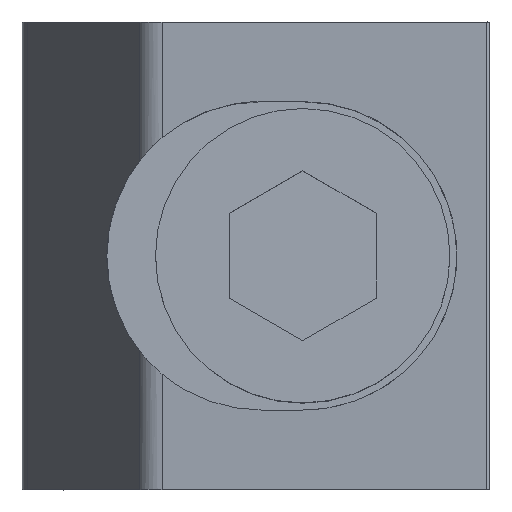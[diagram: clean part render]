
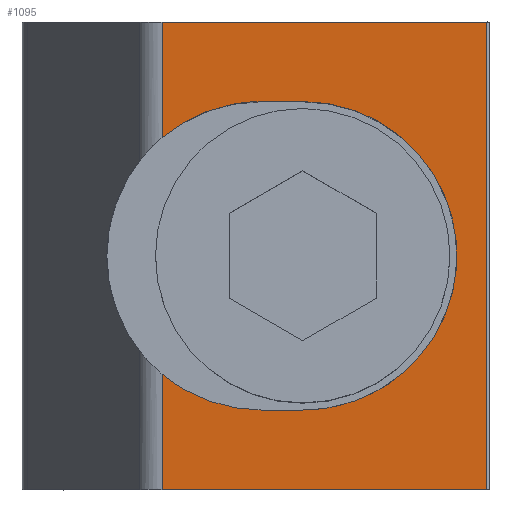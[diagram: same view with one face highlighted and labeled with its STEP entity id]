
A CAD part, top view. The second image highlights one B-rep face of the part: STEP entity #1095.
In plain terms, the highlighted planar face has unit normal (-0.097, 0, 0.995).
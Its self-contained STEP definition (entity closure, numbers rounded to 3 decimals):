
#7 = ORIENTED_EDGE ( 'NONE', *, *, #1535, .T. ) ;
#19 = PLANE ( 'NONE',  #1129 ) ;
#56 = CARTESIAN_POINT ( 'NONE',  ( -7.64, 6.428, 15.962 ) ) ;
#65 = LINE ( 'NONE', #606, #431 ) ;
#67 = ORIENTED_EDGE ( 'NONE', *, *, #1227, .T. ) ;
#75 = LINE ( 'NONE', #321, #1549 ) ;
#90 = CARTESIAN_POINT ( 'NONE',  ( -4.248, -8.382, 16.291 ) ) ;
#99 = CARTESIAN_POINT ( 'NONE',  ( -2.261, -8.382, 16.485 ) ) ;
#103 = ORIENTED_EDGE ( 'NONE', *, *, #1292, .T. ) ;
#129 = ORIENTED_EDGE ( 'NONE', *, *, #337, .T. ) ;
#158 = VECTOR ( 'NONE', #654, 1000. ) ;
#191 = DIRECTION ( 'NONE',  ( 0.995, 0., 0.097 ) ) ;
#246 = CARTESIAN_POINT ( 'NONE',  ( 16.764, -8.382, 18.333 ) ) ;
#259 = CARTESIAN_POINT ( 'NONE',  ( 0., -8.382, 16.704 ) ) ;
#283 = LINE ( 'NONE', #923, #158 ) ;
#321 = CARTESIAN_POINT ( 'NONE',  ( 9.993, 12.7, 17.675 ) ) ;
#331 =( BOUNDED_CURVE ( )  B_SPLINE_CURVE ( 3, ( #532, #1186, #246, #259 ),
 .UNSPECIFIED., .F., .T. ) 
 B_SPLINE_CURVE_WITH_KNOTS ( ( 4, 4 ),
 ( 4.712, 7.854 ),
 .UNSPECIFIED. ) 
 CURVE ( )  GEOMETRIC_REPRESENTATION_ITEM ( )  RATIONAL_B_SPLINE_CURVE ( ( 1., 0.333, 0.333, 1. ) ) 
 REPRESENTATION_ITEM ( '' )  );
#337 = EDGE_CURVE ( 'NONE', #1136, #655, #1009, .T. ) ;
#342 = DIRECTION ( 'NONE',  ( -0.995, 0., -0.097 ) ) ;
#395 = ORIENTED_EDGE ( 'NONE', *, *, #1618, .T. ) ;
#396 = CARTESIAN_POINT ( 'NONE',  ( 9.993, -12.7, 17.675 ) ) ;
#405 = VECTOR ( 'NONE', #1314, 1000. ) ;
#414 = CARTESIAN_POINT ( 'NONE',  ( 0., 8.382, 16.704 ) ) ;
#431 = VECTOR ( 'NONE', #1526, 1000. ) ;
#444 = DIRECTION ( 'NONE',  ( 0.995, 0., 0.097 ) ) ;
#455 = EDGE_CURVE ( 'NONE', #635, #844, #331, .T. ) ;
#460 = EDGE_LOOP ( 'NONE', ( #7, #103, #1249, #395, #1015, #1355, #1478, #129, #67, #484 ) ) ;
#461 = CARTESIAN_POINT ( 'NONE',  ( -2.261, -8.382, 16.485 ) ) ;
#472 = CARTESIAN_POINT ( 'NONE',  ( -2.261, 8.382, 16.485 ) ) ;
#484 = ORIENTED_EDGE ( 'NONE', *, *, #455, .T. ) ;
#508 = CARTESIAN_POINT ( 'NONE',  ( -7.64, 12.7, 15.962 ) ) ;
#532 = CARTESIAN_POINT ( 'NONE',  ( 0., 8.382, 16.704 ) ) ;
#548 = CARTESIAN_POINT ( 'NONE',  ( 9.993, 12.7, 17.675 ) ) ;
#579 = VERTEX_POINT ( 'NONE', #761 ) ;
#595 = LINE ( 'NONE', #1548, #1079 ) ;
#606 = CARTESIAN_POINT ( 'NONE',  ( -7.64, 12.7, 15.962 ) ) ;
#635 = VERTEX_POINT ( 'NONE', #414 ) ;
#654 = DIRECTION ( 'NONE',  ( 0., -1., 0. ) ) ;
#655 = VERTEX_POINT ( 'NONE', #821 ) ;
#673 = DIRECTION ( 'NONE',  ( 0.995, 0., 0.097 ) ) ;
#717 = VECTOR ( 'NONE', #444, 1000. ) ;
#761 = CARTESIAN_POINT ( 'NONE',  ( 9.993, -12.7, 17.675 ) ) ;
#821 = CARTESIAN_POINT ( 'NONE',  ( -2.261, 8.382, 16.485 ) ) ;
#844 = VERTEX_POINT ( 'NONE', #1280 ) ;
#923 = CARTESIAN_POINT ( 'NONE',  ( 9.993, 12.7, 17.675 ) ) ;
#934 = EDGE_CURVE ( 'NONE', #1679, #1067, #75, .T. ) ;
#937 = EDGE_CURVE ( 'NONE', #1460, #1367, #65, .T. ) ;
#970 = CARTESIAN_POINT ( 'NONE',  ( -7.64, 6.428, 15.962 ) ) ;
#999 = VECTOR ( 'NONE', #673, 1000. ) ;
#1009 =( BOUNDED_CURVE ( )  B_SPLINE_CURVE ( 3, ( #970, #1522, #1491, #472 ),
 .UNSPECIFIED., .F., .T. ) 
 B_SPLINE_CURVE_WITH_KNOTS ( ( 4, 4 ),
 ( 4.016, 4.712 ),
 .UNSPECIFIED. ) 
 CURVE ( )  GEOMETRIC_REPRESENTATION_ITEM ( )  RATIONAL_B_SPLINE_CURVE ( ( 1., 0.96, 0.96, 1. ) ) 
 REPRESENTATION_ITEM ( '' )  );
#1015 = ORIENTED_EDGE ( 'NONE', *, *, #1084, .F. ) ;
#1019 = CARTESIAN_POINT ( 'NONE',  ( -6.116, -7.703, 16.11 ) ) ;
#1040 = CARTESIAN_POINT ( 'NONE',  ( -7.64, -6.428, 15.962 ) ) ;
#1043 = CARTESIAN_POINT ( 'NONE',  ( 9.993, 12.7, 17.675 ) ) ;
#1051 = EDGE_CURVE ( 'NONE', #1679, #1136, #1483, .T. ) ;
#1067 = VERTEX_POINT ( 'NONE', #1043 ) ;
#1079 = VECTOR ( 'NONE', #342, 1000. ) ;
#1084 = EDGE_CURVE ( 'NONE', #1067, #579, #283, .T. ) ;
#1095 = ADVANCED_FACE ( 'NONE', ( #1208 ), #19, .F. ) ;
#1129 = AXIS2_PLACEMENT_3D ( 'NONE', #548, #1226, #1235 ) ;
#1136 = VERTEX_POINT ( 'NONE', #56 ) ;
#1186 = CARTESIAN_POINT ( 'NONE',  ( 16.764, 8.382, 18.333 ) ) ;
#1208 = FACE_OUTER_BOUND ( 'NONE', #460, .T. ) ;
#1226 = DIRECTION ( 'NONE',  ( 0.097, 0., -0.995 ) ) ;
#1227 = EDGE_CURVE ( 'NONE', #655, #635, #1372, .T. ) ;
#1235 = DIRECTION ( 'NONE',  ( -0.995, 0., -0.097 ) ) ;
#1249 = ORIENTED_EDGE ( 'NONE', *, *, #937, .T. ) ;
#1280 = CARTESIAN_POINT ( 'NONE',  ( 0., -8.382, 16.704 ) ) ;
#1289 = CARTESIAN_POINT ( 'NONE',  ( -7.64, -12.7, 15.962 ) ) ;
#1292 = EDGE_CURVE ( 'NONE', #1431, #1460, #1482, .T. ) ;
#1314 = DIRECTION ( 'NONE',  ( 0., -1., 0. ) ) ;
#1355 = ORIENTED_EDGE ( 'NONE', *, *, #934, .F. ) ;
#1367 = VERTEX_POINT ( 'NONE', #1289 ) ;
#1372 = LINE ( 'NONE', #1649, #717 ) ;
#1431 = VERTEX_POINT ( 'NONE', #461 ) ;
#1448 = CARTESIAN_POINT ( 'NONE',  ( -7.64, 12.7, 15.962 ) ) ;
#1460 = VERTEX_POINT ( 'NONE', #1692 ) ;
#1478 = ORIENTED_EDGE ( 'NONE', *, *, #1051, .T. ) ;
#1482 =( BOUNDED_CURVE ( )  B_SPLINE_CURVE ( 3, ( #99, #90, #1019, #1040 ),
 .UNSPECIFIED., .F., .T. ) 
 B_SPLINE_CURVE_WITH_KNOTS ( ( 4, 4 ),
 ( 1.571, 2.268 ),
 .UNSPECIFIED. ) 
 CURVE ( )  GEOMETRIC_REPRESENTATION_ITEM ( )  RATIONAL_B_SPLINE_CURVE ( ( 1., 0.96, 0.96, 1. ) ) 
 REPRESENTATION_ITEM ( '' )  );
#1483 = LINE ( 'NONE', #508, #405 ) ;
#1491 = CARTESIAN_POINT ( 'NONE',  ( -4.248, 8.382, 16.291 ) ) ;
#1522 = CARTESIAN_POINT ( 'NONE',  ( -6.116, 7.703, 16.11 ) ) ;
#1526 = DIRECTION ( 'NONE',  ( 0., -1., 0. ) ) ;
#1535 = EDGE_CURVE ( 'NONE', #844, #1431, #595, .T. ) ;
#1548 = CARTESIAN_POINT ( 'NONE',  ( 9.993, -8.382, 17.675 ) ) ;
#1549 = VECTOR ( 'NONE', #191, 1000. ) ;
#1598 = LINE ( 'NONE', #396, #999 ) ;
#1618 = EDGE_CURVE ( 'NONE', #1367, #579, #1598, .T. ) ;
#1649 = CARTESIAN_POINT ( 'NONE',  ( 9.993, 8.382, 17.675 ) ) ;
#1679 = VERTEX_POINT ( 'NONE', #1448 ) ;
#1692 = CARTESIAN_POINT ( 'NONE',  ( -7.64, -6.428, 15.962 ) ) ;
